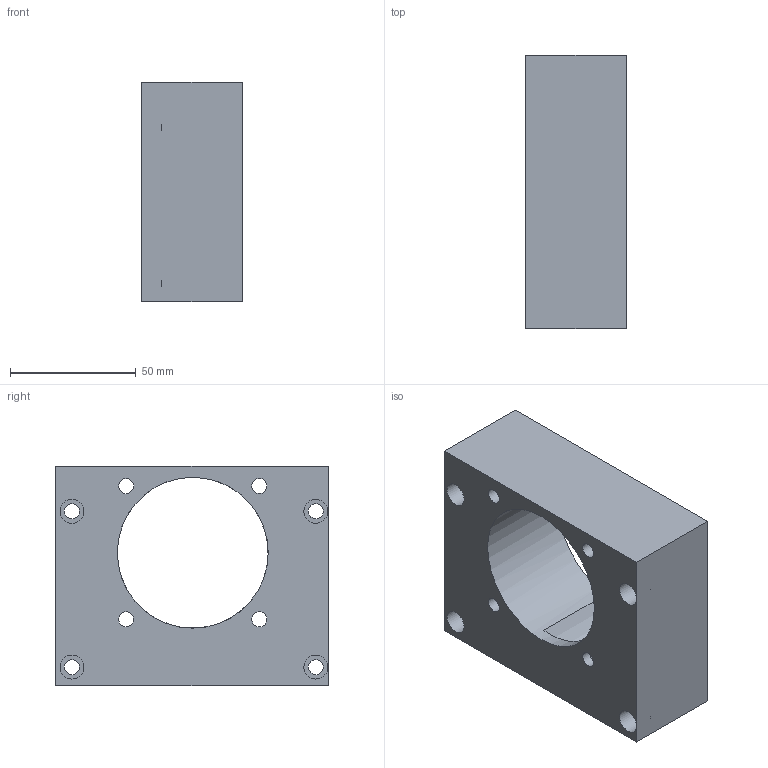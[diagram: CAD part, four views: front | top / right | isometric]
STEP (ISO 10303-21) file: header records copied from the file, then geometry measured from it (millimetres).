
FILE_DESCRIPTION(/* description */ ('Unknown'),/* implementation_level */ '2;1');
FILE_NAME(/* name */ 'C-131-107-00-T35-bride-moteur-standard-T35et-T35-V2',/* time_stamp */ '2022-05-23T10:51:35+02:00',/* author */ ('Unknown'),/* organization */ ('MCPI'),/* preprocessor_version */ 'ST-DEVELOPER v16.7',/* originating_system */ 'DEX',/* authorisation */ $);
FILE_SCHEMA (('AUTOMOTIVE_DESIGN {1 0 10303 214 3 1 1}'));
Length unit declared in the file: millimetre
Products named in the file (1): C-131-107-00-T35-bride-moteur-standard-T35et-T35-V2
Bounding box: 40 x 108.5 x 87.5 mm (x, y, z)
Volume: 209806.7 mm3; surface area: 43855.2 mm2
Topology: 1 solids, 1 shells, 32 faces, 72 edges, 49 vertices
Faces by surface type: cylinder 17, plane 14, cone 1
Full cylindrical faces by diameter (mm): 6 x8, 9.5 x7, 60 x1
Entity records: 852 total; most frequent: DIRECTION 152, CARTESIAN_POINT 127, ORIENTED_EDGE 100, EDGE_LOOP 74, FACE_BOUND 74, AXIS2_PLACEMENT_3D 69, EDGE_CURVE 50, VERTEX_POINT 44
